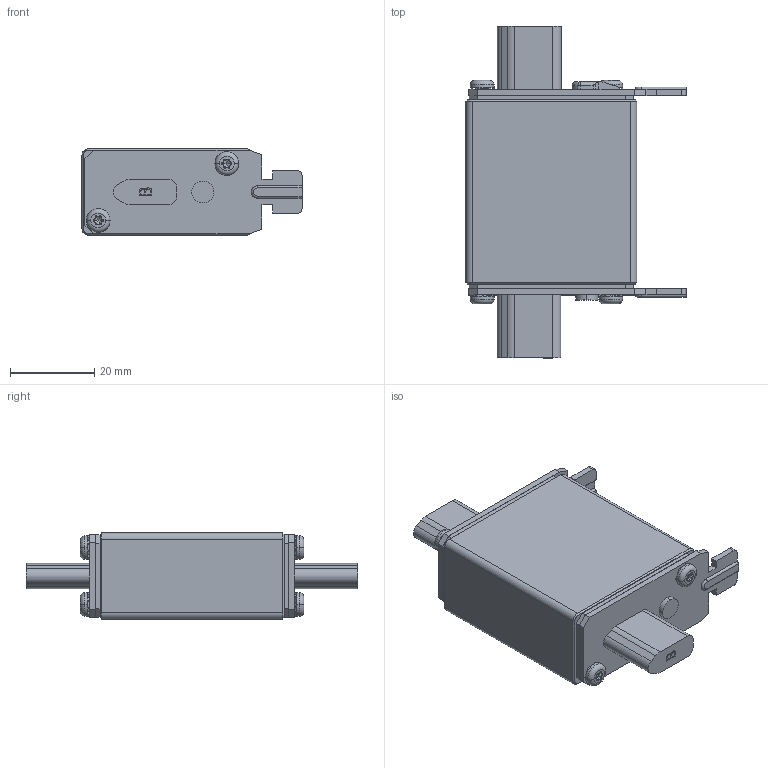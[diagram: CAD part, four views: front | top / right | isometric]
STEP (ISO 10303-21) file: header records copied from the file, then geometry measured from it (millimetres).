
FILE_DESCRIPTION (( 'STEP AP203' ), '1' );
FILE_NAME ('Assy -20.STEP', '2017-11-30T09:29:39', ( '' ), ( '' ), 'SwSTEP 2.0', 'SolidWorks 2013', '' );
FILE_SCHEMA (( 'CONFIG_CONTROL_DESIGN' ));
Length unit declared in the file: millimetre
Products named in the file (1): Assy -20
Bounding box: 52.2 x 78.75 x 20.5 mm (x, y, z)
Volume: 43160.1 mm3; surface area: 9704.1 mm2
Topology: 1 solids, 1 shells, 436 faces, 1156 edges, 685 vertices
Faces by surface type: plane 131, cylinder 127, cone 84, bspline 76, torus 16, sphere 2
Entity records: 15451 total; most frequent: CARTESIAN_POINT 5090, ORIENTED_EDGE 2240, DIRECTION 1976, EDGE_CURVE 1120, AXIS2_PLACEMENT_3D 691, VERTEX_POINT 685, LINE 594, VECTOR 594
